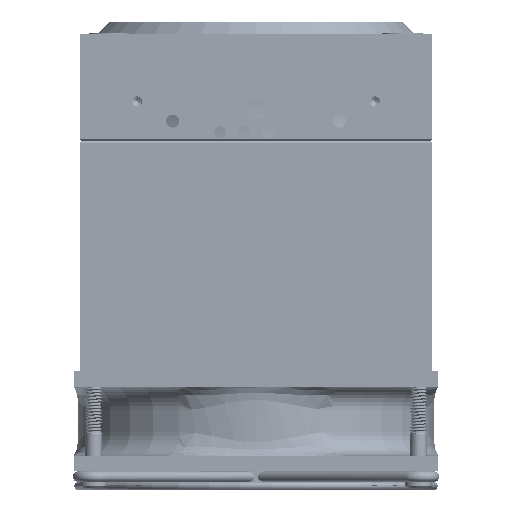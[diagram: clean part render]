
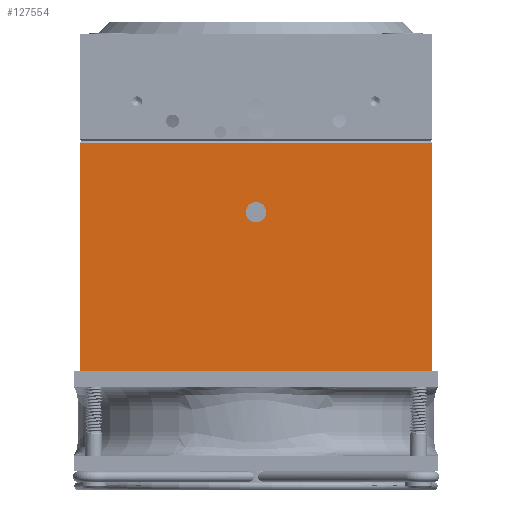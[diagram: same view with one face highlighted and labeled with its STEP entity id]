
A CAD part, left-side view. The second image highlights one B-rep face of the part: STEP entity #127554.
In plain terms, the highlighted planar face has unit normal (-1, 0, 0).
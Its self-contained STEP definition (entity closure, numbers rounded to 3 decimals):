
#1875 = VERTEX_POINT ( 'NONE', #22229 ) ;
#4419 = CARTESIAN_POINT ( 'NONE',  ( -47.381, -26.753, 140.635 ) ) ;
#6260 = DIRECTION ( 'NONE',  ( -1., 0., 0. ) ) ;
#6715 = VERTEX_POINT ( 'NONE', #75029 ) ;
#14699 = EDGE_CURVE ( 'NONE', #125879, #6715, #24812, .T. ) ;
#17096 = VECTOR ( 'NONE', #25645, 1000. ) ;
#22229 = CARTESIAN_POINT ( 'NONE',  ( -47.381, -26.753, 87.635 ) ) ;
#24812 = CIRCLE ( 'NONE', #59255, 2.553 ) ;
#25645 = DIRECTION ( 'NONE',  ( 0., 0., 1. ) ) ;
#31305 = EDGE_LOOP ( 'NONE', ( #54572, #131782 ) ) ;
#32344 = LINE ( 'NONE', #109742, #61804 ) ;
#37887 = LINE ( 'NONE', #126709, #126160 ) ;
#39140 = PLANE ( 'NONE',  #46747 ) ;
#46747 = AXIS2_PLACEMENT_3D ( 'NONE', #72029, #6260, #93288 ) ;
#54572 = ORIENTED_EDGE ( 'NONE', *, *, #14699, .F. ) ;
#55530 = LINE ( 'NONE', #57050, #57297 ) ;
#57050 = CARTESIAN_POINT ( 'NONE',  ( -47.381, 62.247, 145.135 ) ) ;
#57297 = VECTOR ( 'NONE', #126158, 1000. ) ;
#58685 = CARTESIAN_POINT ( 'NONE',  ( -47.381, 62.247, 87.635 ) ) ;
#59255 = AXIS2_PLACEMENT_3D ( 'NONE', #101437, #78751, #80142 ) ;
#61804 = VECTOR ( 'NONE', #76382, 1000. ) ;
#62697 = ORIENTED_EDGE ( 'NONE', *, *, #140214, .T. ) ;
#62961 = CARTESIAN_POINT ( 'NONE',  ( -47.381, 17.747, 127.635 ) ) ;
#66804 = EDGE_CURVE ( 'NONE', #1875, #101880, #37887, .T. ) ;
#72029 = CARTESIAN_POINT ( 'NONE',  ( -47.381, 62.247, 140.635 ) ) ;
#72602 = VERTEX_POINT ( 'NONE', #115229 ) ;
#75029 = CARTESIAN_POINT ( 'NONE',  ( -47.381, 17.747, 125.082 ) ) ;
#75906 = LINE ( 'NONE', #4419, #17096 ) ;
#76382 = DIRECTION ( 'NONE',  ( 0., 0., 1. ) ) ;
#78751 = DIRECTION ( 'NONE',  ( -1., 0., 0. ) ) ;
#80142 = DIRECTION ( 'NONE',  ( 0., 0., 1. ) ) ;
#81701 = DIRECTION ( 'NONE',  ( 0., 1., 0. ) ) ;
#86332 = ORIENTED_EDGE ( 'NONE', *, *, #66804, .F. ) ;
#88520 = FACE_BOUND ( 'NONE', #31305, .T. ) ;
#90809 = EDGE_LOOP ( 'NONE', ( #62697, #120098, #131760, #86332 ) ) ;
#91583 = CARTESIAN_POINT ( 'NONE',  ( -47.381, 17.747, 130.188 ) ) ;
#93288 = DIRECTION ( 'NONE',  ( 0., -1., 0. ) ) ;
#99169 = DIRECTION ( 'NONE',  ( 0., 0., 1. ) ) ;
#101437 = CARTESIAN_POINT ( 'NONE',  ( -47.381, 17.747, 127.635 ) ) ;
#101880 = VERTEX_POINT ( 'NONE', #58685 ) ;
#102013 = EDGE_CURVE ( 'NONE', #6715, #125879, #127331, .T. ) ;
#107386 = CARTESIAN_POINT ( 'NONE',  ( -47.381, 62.247, 145.135 ) ) ;
#107471 = FACE_OUTER_BOUND ( 'NONE', #90809, .T. ) ;
#109742 = CARTESIAN_POINT ( 'NONE',  ( -47.381, 62.247, 140.635 ) ) ;
#115229 = CARTESIAN_POINT ( 'NONE',  ( -47.381, -26.753, 145.135 ) ) ;
#118385 = EDGE_CURVE ( 'NONE', #72602, #138740, #55530, .T. ) ;
#120098 = ORIENTED_EDGE ( 'NONE', *, *, #118385, .T. ) ;
#120286 = EDGE_CURVE ( 'NONE', #101880, #138740, #32344, .T. ) ;
#125879 = VERTEX_POINT ( 'NONE', #91583 ) ;
#126158 = DIRECTION ( 'NONE',  ( 0., 1., 0. ) ) ;
#126160 = VECTOR ( 'NONE', #81701, 1000. ) ;
#126709 = CARTESIAN_POINT ( 'NONE',  ( -47.381, 62.247, 87.635 ) ) ;
#127331 = CIRCLE ( 'NONE', #134906, 2.553 ) ;
#127554 = ADVANCED_FACE ( 'NONE', ( #88520, #107471 ), #39140, .T. ) ;
#131760 = ORIENTED_EDGE ( 'NONE', *, *, #120286, .F. ) ;
#131782 = ORIENTED_EDGE ( 'NONE', *, *, #102013, .F. ) ;
#132995 = DIRECTION ( 'NONE',  ( -1., 0., 0. ) ) ;
#134906 = AXIS2_PLACEMENT_3D ( 'NONE', #62961, #132995, #99169 ) ;
#138740 = VERTEX_POINT ( 'NONE', #107386 ) ;
#140214 = EDGE_CURVE ( 'NONE', #1875, #72602, #75906, .T. ) ;
